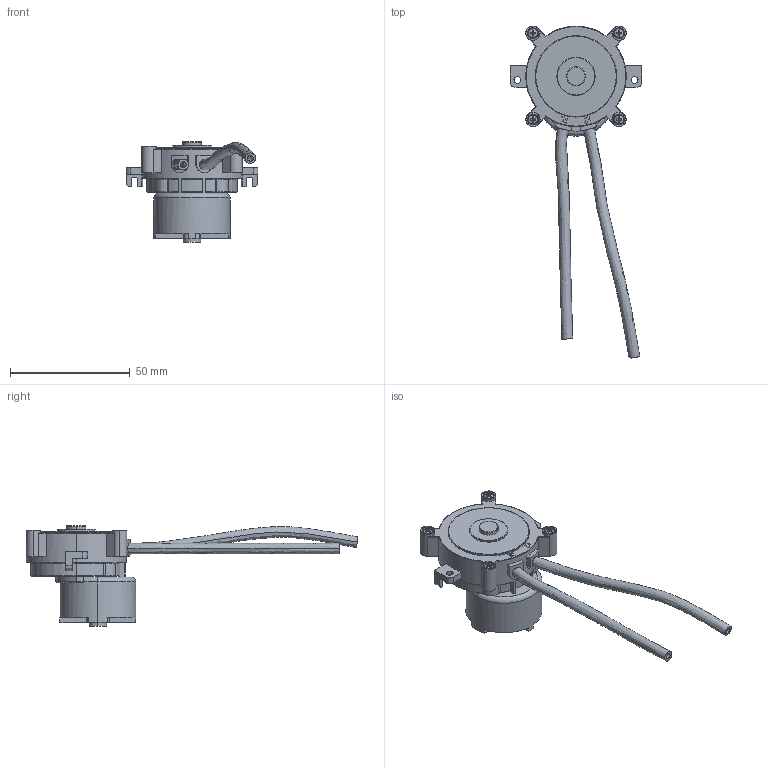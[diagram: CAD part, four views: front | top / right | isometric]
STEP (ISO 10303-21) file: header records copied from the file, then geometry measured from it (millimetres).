
FILE_DESCRIPTION (( 'STEP AP214' ), '1' );
FILE_NAME ('Peristaltic Pump asm.STEP', '2016-06-27T19:35:11', ( '' ), ( '' ), 'SwSTEP 2.0', 'SolidWorks 2016', '' );
FILE_SCHEMA (( 'AUTOMOTIVE_DESIGN' ));
Length unit declared in the file: millimetre
Products named in the file (3): Peristaltic Pump asm; Peristaltic Pump; binding head screw_ai_CR-BHMS 0.073-72x0.3125x0.3125-C
Assembly tree (5 placements, depth 2):
  Peristaltic Pump asm
    Peristaltic Pump
    binding head screw_ai_CR-BHMS 0.073-72x0.3125x0.3125-C  x4
Bounding box: 55 x 138.73 x 42 mm (x, y, z)
Volume: 42219.9 mm3; surface area: 16276.5 mm2
Topology: 7 solids, 7 shells, 552 faces, 1381 edges, 878 vertices
Faces by surface type: plane 258, cylinder 122, bspline 82, torus 74, cone 8, sphere 8
Entity records: 20655 total; most frequent: CARTESIAN_POINT 8277, ORIENTED_EDGE 2478, DIRECTION 2283, EDGE_CURVE 1239, AXIS2_PLACEMENT_3D 826, VERTEX_POINT 794, LINE 631, VECTOR 631
